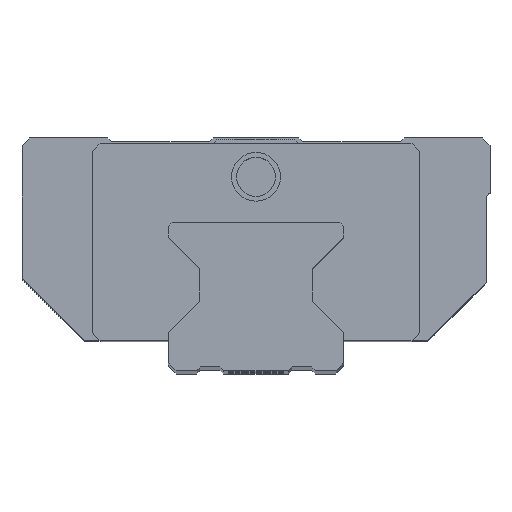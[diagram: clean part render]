
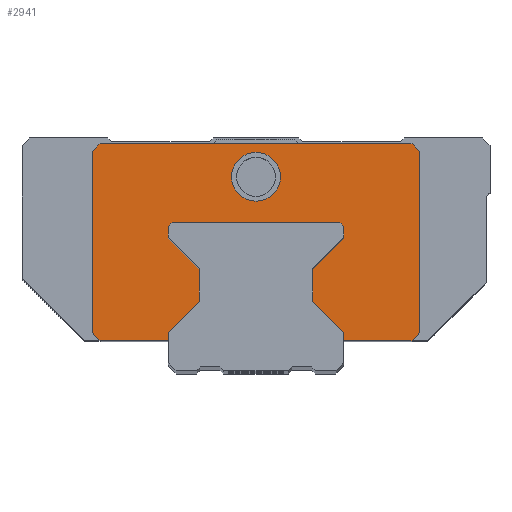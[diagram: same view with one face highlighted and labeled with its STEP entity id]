
A CAD part, top view. The second image highlights one B-rep face of the part: STEP entity #2941.
In plain terms, the highlighted planar face has unit normal (0, 0, 1).
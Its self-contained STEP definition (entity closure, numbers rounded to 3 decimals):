
#287=DIRECTION('',(1.,0.,0.));
#288=VECTOR('',#287,17.5);
#289=CARTESIAN_POINT('',(22.5,8.,76.6));
#290=LINE('',#289,#288);
#519=DIRECTION('',(1.,0.,0.));
#520=VECTOR('',#519,17.5);
#521=CARTESIAN_POINT('',(-40.,8.,76.6));
#522=LINE('',#521,#520);
#737=DIRECTION('',(0.707,-0.707,0.));
#738=VECTOR('',#737,2.828);
#739=CARTESIAN_POINT('',(40.,58.5,76.6));
#740=LINE('',#739,#738);
#741=DIRECTION('',(-0.707,-0.707,0.));
#742=VECTOR('',#741,2.828);
#743=CARTESIAN_POINT('',(42.,10.,76.6));
#744=LINE('',#743,#742);
#745=DIRECTION('',(-0.707,0.707,0.));
#746=VECTOR('',#745,11.314);
#747=CARTESIAN_POINT('',(22.5,9.796,76.6));
#748=LINE('',#747,#746);
#749=DIRECTION('',(0.707,0.707,0.));
#750=VECTOR('',#749,11.314);
#751=CARTESIAN_POINT('',(14.5,26.204,76.6));
#752=LINE('',#751,#750);
#753=DIRECTION('',(-0.707,0.707,0.));
#754=VECTOR('',#753,1.414);
#755=CARTESIAN_POINT('',(22.5,37.,76.6));
#756=LINE('',#755,#754);
#757=DIRECTION('',(-0.707,-0.707,0.));
#758=VECTOR('',#757,1.414);
#759=CARTESIAN_POINT('',(-21.5,38.,76.6));
#760=LINE('',#759,#758);
#761=DIRECTION('',(0.707,-0.707,0.));
#762=VECTOR('',#761,11.314);
#763=CARTESIAN_POINT('',(-22.5,34.204,76.6));
#764=LINE('',#763,#762);
#765=DIRECTION('',(-0.707,-0.707,0.));
#766=VECTOR('',#765,11.314);
#767=CARTESIAN_POINT('',(-14.5,17.796,76.6));
#768=LINE('',#767,#766);
#769=DIRECTION('',(-0.707,0.707,0.));
#770=VECTOR('',#769,2.828);
#771=CARTESIAN_POINT('',(-40.,8.,76.6));
#772=LINE('',#771,#770);
#773=DIRECTION('',(0.707,0.707,0.));
#774=VECTOR('',#773,2.828);
#775=CARTESIAN_POINT('',(-42.,56.5,76.6));
#776=LINE('',#775,#774);
#777=CARTESIAN_POINT('',(0.,50.,76.6));
#778=DIRECTION('',(0.,0.,1.));
#779=DIRECTION('',(0.,-1.,0.));
#780=AXIS2_PLACEMENT_3D('',#777,#778,#779);
#782=CARTESIAN_POINT('',(0.,50.,76.6));
#783=DIRECTION('',(0.,0.,1.));
#784=DIRECTION('',(0.,1.,0.));
#785=AXIS2_PLACEMENT_3D('',#782,#783,#784);
#787=DIRECTION('',(-1.,0.,0.));
#788=VECTOR('',#787,80.);
#789=CARTESIAN_POINT('',(40.,58.5,76.6));
#790=LINE('',#789,#788);
#811=DIRECTION('',(0.,-1.,0.));
#812=VECTOR('',#811,46.5);
#813=CARTESIAN_POINT('',(-42.,56.5,76.6));
#814=LINE('',#813,#812);
#935=DIRECTION('',(0.,1.,0.));
#936=VECTOR('',#935,46.5);
#937=CARTESIAN_POINT('',(42.,10.,76.6));
#938=LINE('',#937,#936);
#971=DIRECTION('',(0.,-1.,0.));
#972=VECTOR('',#971,1.796);
#973=CARTESIAN_POINT('',(22.5,9.796,76.6));
#974=LINE('',#973,#972);
#983=DIRECTION('',(0.,-1.,0.));
#984=VECTOR('',#983,8.407);
#985=CARTESIAN_POINT('',(14.5,26.204,76.6));
#986=LINE('',#985,#984);
#995=DIRECTION('',(0.,-1.,0.));
#996=VECTOR('',#995,2.796);
#997=CARTESIAN_POINT('',(22.5,37.,76.6));
#998=LINE('',#997,#996);
#1007=DIRECTION('',(1.,0.,0.));
#1008=VECTOR('',#1007,43.);
#1009=CARTESIAN_POINT('',(-21.5,38.,76.6));
#1010=LINE('',#1009,#1008);
#1039=DIRECTION('',(0.,1.,0.));
#1040=VECTOR('',#1039,2.796);
#1041=CARTESIAN_POINT('',(-22.5,34.204,76.6));
#1042=LINE('',#1041,#1040);
#1051=DIRECTION('',(0.,1.,0.));
#1052=VECTOR('',#1051,8.407);
#1053=CARTESIAN_POINT('',(-14.5,17.796,76.6));
#1054=LINE('',#1053,#1052);
#1063=DIRECTION('',(0.,1.,0.));
#1064=VECTOR('',#1063,1.796);
#1065=CARTESIAN_POINT('',(-22.5,8.,76.6));
#1066=LINE('',#1065,#1064);
#1553=CARTESIAN_POINT('',(42.,10.,76.6));
#1554=VERTEX_POINT('',#1553);
#1555=CARTESIAN_POINT('',(42.,56.5,76.6));
#1556=VERTEX_POINT('',#1555);
#1619=CARTESIAN_POINT('',(40.,8.,76.6));
#1620=VERTEX_POINT('',#1619);
#1629=CARTESIAN_POINT('',(22.5,8.,76.6));
#1630=VERTEX_POINT('',#1629);
#1728=CARTESIAN_POINT('',(-40.,8.,76.6));
#1729=VERTEX_POINT('',#1728);
#1730=CARTESIAN_POINT('',(-22.5,8.,76.6));
#1731=VERTEX_POINT('',#1730);
#1751=CARTESIAN_POINT('',(-42.,10.,76.6));
#1752=VERTEX_POINT('',#1751);
#1753=CARTESIAN_POINT('',(-42.,56.5,76.6));
#1754=VERTEX_POINT('',#1753);
#1767=CARTESIAN_POINT('',(-40.,58.5,76.6));
#1768=VERTEX_POINT('',#1767);
#1769=CARTESIAN_POINT('',(40.,58.5,76.6));
#1770=VERTEX_POINT('',#1769);
#1775=CARTESIAN_POINT('',(22.5,9.796,76.6));
#1776=VERTEX_POINT('',#1775);
#1777=CARTESIAN_POINT('',(14.5,17.796,76.6));
#1778=VERTEX_POINT('',#1777);
#1779=CARTESIAN_POINT('',(14.5,26.204,76.6));
#1780=VERTEX_POINT('',#1779);
#1781=CARTESIAN_POINT('',(22.5,34.204,76.6));
#1782=VERTEX_POINT('',#1781);
#1783=CARTESIAN_POINT('',(22.5,37.,76.6));
#1784=VERTEX_POINT('',#1783);
#1785=CARTESIAN_POINT('',(21.5,38.,76.6));
#1786=VERTEX_POINT('',#1785);
#1787=CARTESIAN_POINT('',(-21.5,38.,76.6));
#1788=VERTEX_POINT('',#1787);
#1789=CARTESIAN_POINT('',(-22.5,37.,76.6));
#1790=VERTEX_POINT('',#1789);
#1791=CARTESIAN_POINT('',(-22.5,34.204,76.6));
#1792=VERTEX_POINT('',#1791);
#1793=CARTESIAN_POINT('',(-14.5,26.204,76.6));
#1794=VERTEX_POINT('',#1793);
#1795=CARTESIAN_POINT('',(-14.5,17.796,76.6));
#1796=VERTEX_POINT('',#1795);
#1797=CARTESIAN_POINT('',(-22.5,9.796,76.6));
#1798=VERTEX_POINT('',#1797);
#1799=CARTESIAN_POINT('',(0.,43.75,76.6));
#1800=CARTESIAN_POINT('',(0.,56.25,76.6));
#1801=VERTEX_POINT('',#1799);
#1802=VERTEX_POINT('',#1800);
#2887=CARTESIAN_POINT('',(0.,0.,76.6));
#2888=DIRECTION('',(0.,0.,1.));
#2889=DIRECTION('',(1.,0.,0.));
#2890=AXIS2_PLACEMENT_3D('',#2887,#2888,#2889);
#2891=PLANE('',#2890);
#2893=ORIENTED_EDGE('',*,*,#2892,.F.);
#2895=ORIENTED_EDGE('',*,*,#2894,.T.);
#2897=ORIENTED_EDGE('',*,*,#2896,.F.);
#2898=ORIENTED_EDGE('',*,*,#2880,.T.);
#2899=ORIENTED_EDGE('',*,*,#2301,.F.);
#2901=ORIENTED_EDGE('',*,*,#2900,.F.);
#2903=ORIENTED_EDGE('',*,*,#2902,.T.);
#2905=ORIENTED_EDGE('',*,*,#2904,.F.);
#2907=ORIENTED_EDGE('',*,*,#2906,.T.);
#2909=ORIENTED_EDGE('',*,*,#2908,.F.);
#2911=ORIENTED_EDGE('',*,*,#2910,.T.);
#2913=ORIENTED_EDGE('',*,*,#2912,.F.);
#2915=ORIENTED_EDGE('',*,*,#2914,.T.);
#2917=ORIENTED_EDGE('',*,*,#2916,.F.);
#2919=ORIENTED_EDGE('',*,*,#2918,.T.);
#2921=ORIENTED_EDGE('',*,*,#2920,.F.);
#2923=ORIENTED_EDGE('',*,*,#2922,.T.);
#2925=ORIENTED_EDGE('',*,*,#2924,.F.);
#2926=ORIENTED_EDGE('',*,*,#2623,.F.);
#2928=ORIENTED_EDGE('',*,*,#2927,.T.);
#2930=ORIENTED_EDGE('',*,*,#2929,.F.);
#2932=ORIENTED_EDGE('',*,*,#2931,.T.);
#2933=EDGE_LOOP('',(#2893,#2895,#2897,#2898,#2899,#2901,#2903,#2905,#2907,#2909,
#2911,#2913,#2915,#2917,#2919,#2921,#2923,#2925,#2926,#2928,#2930,#2932));
#2934=FACE_OUTER_BOUND('',#2933,.F.);
#2936=ORIENTED_EDGE('',*,*,#2935,.T.);
#2938=ORIENTED_EDGE('',*,*,#2937,.T.);
#2939=EDGE_LOOP('',(#2936,#2938));
#2940=FACE_BOUND('',#2939,.F.);
#2941=ADVANCED_FACE('',(#2934,#2940),#2891,.T.);
#781=CIRCLE('',#780,6.25);
#786=CIRCLE('',#785,6.25);
#2301=EDGE_CURVE('',#1630,#1620,#290,.T.);
#2623=EDGE_CURVE('',#1729,#1731,#522,.T.);
#2880=EDGE_CURVE('',#1554,#1620,#744,.T.);
#2892=EDGE_CURVE('',#1770,#1768,#790,.T.);
#2894=EDGE_CURVE('',#1770,#1556,#740,.T.);
#2896=EDGE_CURVE('',#1554,#1556,#938,.T.);
#2900=EDGE_CURVE('',#1776,#1630,#974,.T.);
#2902=EDGE_CURVE('',#1776,#1778,#748,.T.);
#2904=EDGE_CURVE('',#1780,#1778,#986,.T.);
#2906=EDGE_CURVE('',#1780,#1782,#752,.T.);
#2908=EDGE_CURVE('',#1784,#1782,#998,.T.);
#2910=EDGE_CURVE('',#1784,#1786,#756,.T.);
#2912=EDGE_CURVE('',#1788,#1786,#1010,.T.);
#2914=EDGE_CURVE('',#1788,#1790,#760,.T.);
#2916=EDGE_CURVE('',#1792,#1790,#1042,.T.);
#2918=EDGE_CURVE('',#1792,#1794,#764,.T.);
#2920=EDGE_CURVE('',#1796,#1794,#1054,.T.);
#2922=EDGE_CURVE('',#1796,#1798,#768,.T.);
#2924=EDGE_CURVE('',#1731,#1798,#1066,.T.);
#2927=EDGE_CURVE('',#1729,#1752,#772,.T.);
#2929=EDGE_CURVE('',#1754,#1752,#814,.T.);
#2931=EDGE_CURVE('',#1754,#1768,#776,.T.);
#2935=EDGE_CURVE('',#1801,#1802,#781,.T.);
#2937=EDGE_CURVE('',#1802,#1801,#786,.T.);
